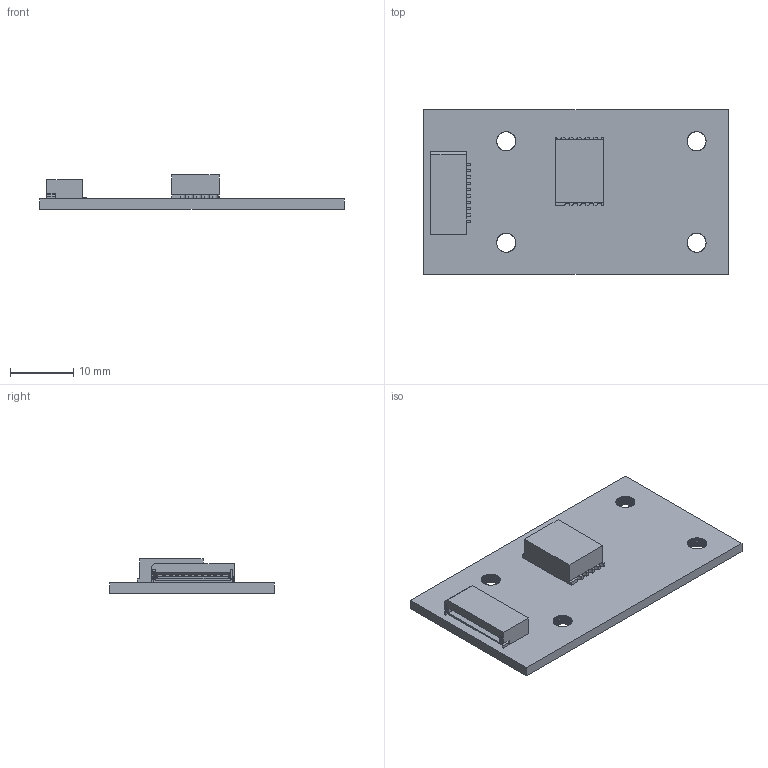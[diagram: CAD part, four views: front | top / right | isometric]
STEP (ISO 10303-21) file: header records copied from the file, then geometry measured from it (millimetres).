
FILE_DESCRIPTION(('KiCad electronic assembly'),'2;1');
FILE_NAME('ecran.step','2022-11-08T17:00:09',('Pcbnew'),('Kicad'), 'Open CASCADE STEP processor 7.5','KiCad to STEP converter','Unknown' );
FILE_SCHEMA(('AUTOMOTIVE_DESIGN { 1 0 10303 214 1 1 1 1 }'));
Length unit declared in the file: millimetre
Products named in the file (6): ecran 1; 1-84981-0; SOLID; HDSM-28XX; ecran PCB
Assembly tree (5 placements, depth 3):
  ecran 1
    1-84981-0
      SOLID
    HDSM-28XX
      SOLID
    ecran PCB
Bounding box: 48 x 26 x 5.4 mm (x, y, z)
Volume: 2425.1 mm3; surface area: 3408.5 mm2
Topology: 3 solids, 3 shells, 787 faces, 2285 edges, 1515 vertices
Faces by surface type: plane 738, cylinder 49
Entity records: 55572 total; most frequent: CARTESIAN_POINT 9463, DIRECTION 8500, LINE 6637, VECTOR 6637, ORIENTED_EDGE 4570, PCURVE 4570, DEFINITIONAL_REPRESENTATION 4570, EDGE_CURVE 2285
